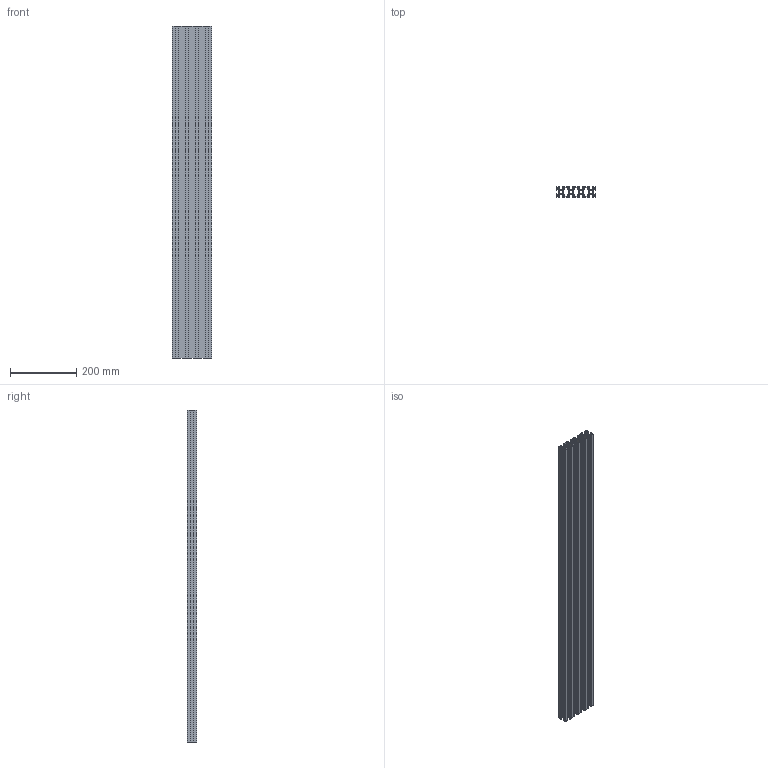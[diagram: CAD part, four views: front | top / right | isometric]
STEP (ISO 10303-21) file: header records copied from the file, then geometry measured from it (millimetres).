
FILE_DESCRIPTION (( 'STEP AP214' ), '1' );
FILE_NAME ('1.0312.10.sprs.STEP', '2025-06-16T16:24:35', ( '' ), ( '' ), 'SwSTEP 2.0', 'SolidWorks 2023', '' );
FILE_SCHEMA (( 'AUTOMOTIVE_DESIGN' ));
Length unit declared in the file: millimetre
Products named in the file (1): 1.0312.10.sprs
Bounding box: 120 x 30 x 1000 mm (x, y, z)
Volume: 1035539.2 mm3; surface area: 1021238.4 mm2
Topology: 1 solids, 1 shells, 334 faces, 996 edges, 664 vertices
Faces by surface type: plane 182, cylinder 152
Entity records: 11351 total; most frequent: CARTESIAN_POINT 1995, ORIENTED_EDGE 1992, DIRECTION 1970, EDGE_CURVE 996, VECTOR 692, LINE 692, VERTEX_POINT 664, AXIS2_PLACEMENT_3D 639
